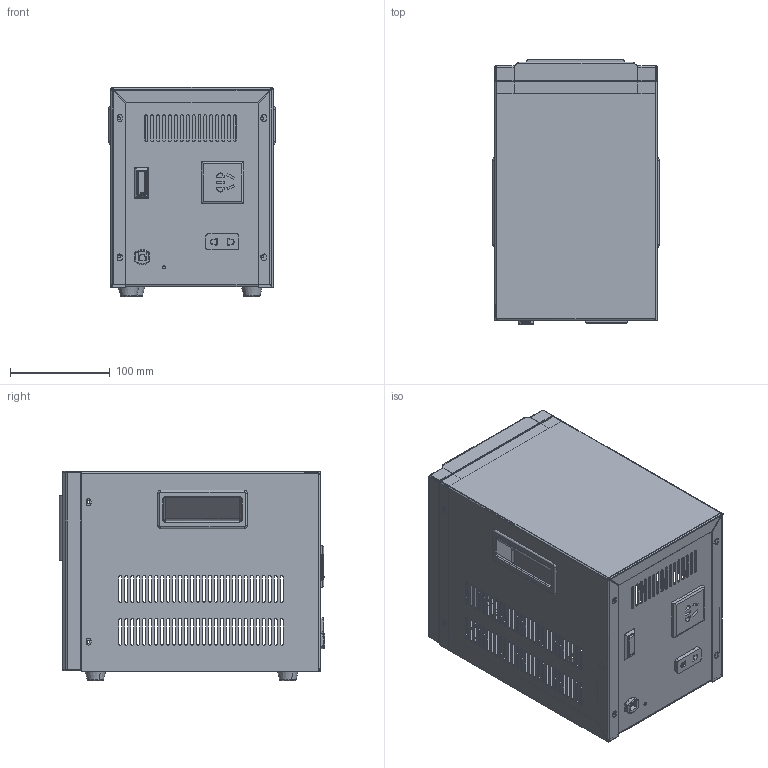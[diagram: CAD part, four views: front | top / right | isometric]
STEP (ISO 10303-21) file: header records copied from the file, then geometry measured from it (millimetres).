
FILE_DESCRIPTION(/* description */ (''),/* implementation_level */ '2;1');
FILE_NAME(/* name */ 'TND3-1~1.5K总装_step.stp',/* time_stamp */ '2025-05-15T13:27:51+08:00',/* author */ (''),/* organization */ (''),/* preprocessor_version */ 'ST-DEVELOPER v20',/* originating_system */ 'SIEMENS PLM Software NX2312.1700',/* authorisation */ '');
FILE_SCHEMA (('AUTOMOTIVE_DESIGN { 1 0 10303 214 3 1 1 1 }'));
Length unit declared in the file: millimetre
Products named in the file (11): TND2-1~1.5K盖子; 船型过流开关; 国标五插; 电源卡扣1k; 5K提手; TND2-1~1.5K底座; NCR-1k橡皮脚; TND3-1~1.5K面板; 两插; TND3表; TND3-1~1.5K总装_step
Assembly tree (14 placements, depth 2):
  TND3-1~1.5K总装_step
    TND3表
    两插
    TND3-1~1.5K面板
    NCR-1k橡皮脚  x4
    TND2-1~1.5K底座
    5K提手  x2
    电源卡扣1k
    国标五插
    船型过流开关
    TND2-1~1.5K盖子
Bounding box: 167 x 266.53 x 210.07 mm (x, y, z)
Volume: 365535.9 mm3; surface area: 598018.5 mm2
Topology: 17 solids, 17 shells, 1705 faces, 4541 edges, 2896 vertices
Faces by surface type: plane 854, cylinder 687, bspline 54, torus 52, cone 43, extrusion 11, sphere 4
Entity records: 54142 total; most frequent: CARTESIAN_POINT 10645, DIRECTION 8561, ORIENTED_EDGE 8522, EDGE_CURVE 4261, AXIS2_PLACEMENT_3D 2893, VECTOR 2775, LINE 2766, VERTEX_POINT 2733
